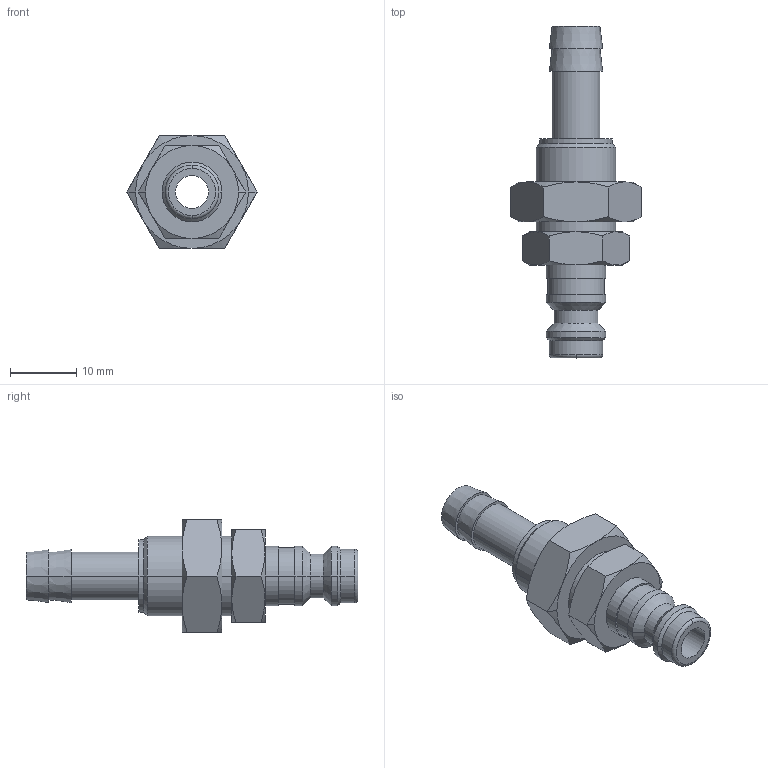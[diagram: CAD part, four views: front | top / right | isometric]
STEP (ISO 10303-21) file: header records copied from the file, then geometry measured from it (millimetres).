
FILE_DESCRIPTION(('STEP AP214'),'1');
FILE_NAME('ESME_6_SSV.stp','2020-08-17T11:37:50',('TraceParts'),('TraceParts S.A.'),'Spatial InterOp 3D',' ',' ');
FILE_SCHEMA(('AUTOMOTIVE_DESIGN { 1 0 10303 214 1 1 1 1 }'));
Length unit declared in the file: millimetre
Products named in the file (1): ESME_6_SSV_1
Bounding box: 19.63 x 50 x 17 mm (x, y, z)
Volume: 3814.8 mm3; surface area: 3453.9 mm2
Topology: 2 solids, 2 shells, 95 faces, 201 edges, 117 vertices
Faces by surface type: cone 48, plane 23, cylinder 22, torus 2
Entity records: 3118 total; most frequent: CARTESIAN_POINT 607, DIRECTION 442, ORIENTED_EDGE 402, EDGE_CURVE 201, AXIS2_PLACEMENT_3D 192, VERTEX_POINT 117, EDGE_LOOP 106, ADVANCED_FACE 95
